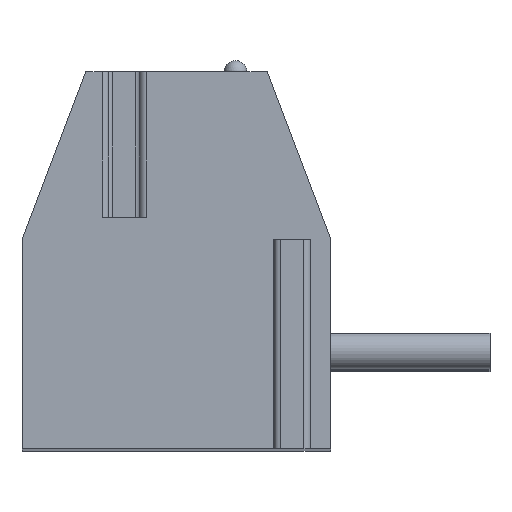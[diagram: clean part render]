
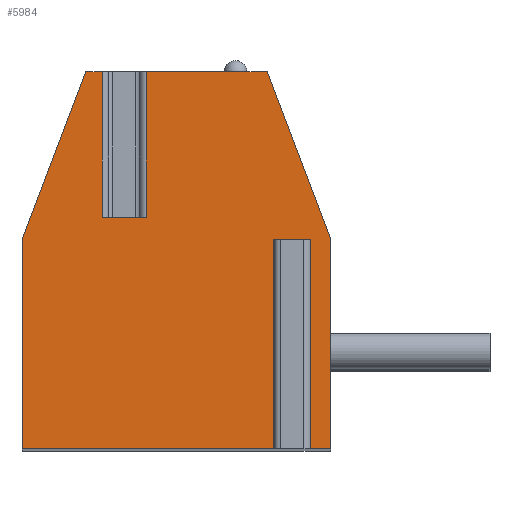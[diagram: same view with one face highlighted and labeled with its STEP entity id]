
A CAD part, top view. The second image highlights one B-rep face of the part: STEP entity #5984.
In plain terms, the highlighted planar face has unit normal (0, 0, 1).
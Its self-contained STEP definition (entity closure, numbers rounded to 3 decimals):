
#13=DIRECTION('',(0.,1.,0.));
#14=VECTOR('',#13,3.2);
#15=CARTESIAN_POINT('',(-1.636,1.,28.575));
#16=LINE('',#15,#14);
#17=DIRECTION('',(1.,0.,0.));
#18=VECTOR('',#17,0.972);
#19=CARTESIAN_POINT('',(-1.636,1.,28.575));
#20=LINE('',#19,#18);
#21=DIRECTION('',(0.,1.,0.));
#22=VECTOR('',#21,3.2);
#23=CARTESIAN_POINT('',(-0.664,1.,28.575));
#24=LINE('',#23,#22);
#25=DIRECTION('',(-1.,0.,0.));
#26=VECTOR('',#25,2.659);
#27=CARTESIAN_POINT('',(1.995,4.2,28.575));
#28=LINE('',#27,#26);
#29=DIRECTION('',(-0.355,0.935,0.));
#30=VECTOR('',#29,3.958);
#31=CARTESIAN_POINT('',(3.4,0.5,28.575));
#32=LINE('',#31,#30);
#33=DIRECTION('',(0.,1.,0.));
#34=VECTOR('',#33,4.6);
#35=CARTESIAN_POINT('',(3.4,-4.1,28.575));
#36=LINE('',#35,#34);
#37=DIRECTION('',(1.,0.,0.));
#38=VECTOR('',#37,0.625);
#39=CARTESIAN_POINT('',(2.775,-4.1,28.575));
#40=LINE('',#39,#38);
#41=DIRECTION('',(0.,1.,0.));
#42=VECTOR('',#41,4.6);
#43=CARTESIAN_POINT('',(2.775,-4.1,28.575));
#44=LINE('',#43,#42);
#45=DIRECTION('',(-1.,0.,0.));
#46=VECTOR('',#45,0.45);
#47=CARTESIAN_POINT('',(2.775,0.5,28.575));
#48=LINE('',#47,#46);
#49=DIRECTION('',(0.,1.,0.));
#50=VECTOR('',#49,4.6);
#51=CARTESIAN_POINT('',(2.325,-4.1,28.575));
#52=LINE('',#51,#50);
#53=DIRECTION('',(1.,0.,0.));
#54=VECTOR('',#53,5.725);
#55=CARTESIAN_POINT('',(-3.4,-4.1,28.575));
#56=LINE('',#55,#54);
#57=DIRECTION('',(0.,-1.,0.));
#58=VECTOR('',#57,4.6);
#59=CARTESIAN_POINT('',(-3.4,0.5,28.575));
#60=LINE('',#59,#58);
#61=DIRECTION('',(-0.355,-0.935,0.));
#62=VECTOR('',#61,3.958);
#63=CARTESIAN_POINT('',(-1.995,4.2,28.575));
#64=LINE('',#63,#62);
#65=DIRECTION('',(-1.,0.,0.));
#66=VECTOR('',#65,0.359);
#67=CARTESIAN_POINT('',(-1.636,4.2,28.575));
#68=LINE('',#67,#66);
#4705=CARTESIAN_POINT('',(-1.995,4.2,28.575));
#4706=CARTESIAN_POINT('',(-3.4,0.5,28.575));
#4707=VERTEX_POINT('',#4705);
#4708=VERTEX_POINT('',#4706);
#4709=CARTESIAN_POINT('',(-3.4,-4.1,28.575));
#4710=VERTEX_POINT('',#4709);
#4711=CARTESIAN_POINT('',(3.4,-4.1,28.575));
#4712=CARTESIAN_POINT('',(3.4,0.5,28.575));
#4713=VERTEX_POINT('',#4711);
#4714=VERTEX_POINT('',#4712);
#4715=CARTESIAN_POINT('',(1.995,4.2,28.575));
#4716=VERTEX_POINT('',#4715);
#4753=CARTESIAN_POINT('',(2.775,0.5,28.575));
#4754=CARTESIAN_POINT('',(2.325,0.5,28.575));
#4755=VERTEX_POINT('',#4753);
#4756=VERTEX_POINT('',#4754);
#4757=CARTESIAN_POINT('',(2.325,-4.1,28.575));
#4758=VERTEX_POINT('',#4757);
#4759=CARTESIAN_POINT('',(2.775,-4.1,28.575));
#4760=VERTEX_POINT('',#4759);
#4821=CARTESIAN_POINT('',(-1.636,1.,28.575));
#4822=CARTESIAN_POINT('',(-1.636,4.2,28.575));
#4823=VERTEX_POINT('',#4821);
#4824=VERTEX_POINT('',#4822);
#4825=CARTESIAN_POINT('',(-0.664,1.,28.575));
#4826=CARTESIAN_POINT('',(-0.664,4.2,28.575));
#4827=VERTEX_POINT('',#4825);
#4828=VERTEX_POINT('',#4826);
#5949=CARTESIAN_POINT('',(0.,0.,28.575));
#5950=DIRECTION('',(0.,0.,1.));
#5951=DIRECTION('',(1.,0.,0.));
#5952=AXIS2_PLACEMENT_3D('',#5949,#5950,#5951);
#5953=PLANE('',#5952);
#5955=ORIENTED_EDGE('',*,*,#5954,.F.);
#5957=ORIENTED_EDGE('',*,*,#5956,.T.);
#5959=ORIENTED_EDGE('',*,*,#5958,.T.);
#5961=ORIENTED_EDGE('',*,*,#5960,.F.);
#5963=ORIENTED_EDGE('',*,*,#5962,.F.);
#5965=ORIENTED_EDGE('',*,*,#5964,.F.);
#5967=ORIENTED_EDGE('',*,*,#5966,.F.);
#5969=ORIENTED_EDGE('',*,*,#5968,.T.);
#5971=ORIENTED_EDGE('',*,*,#5970,.T.);
#5973=ORIENTED_EDGE('',*,*,#5972,.F.);
#5975=ORIENTED_EDGE('',*,*,#5974,.F.);
#5977=ORIENTED_EDGE('',*,*,#5976,.F.);
#5979=ORIENTED_EDGE('',*,*,#5978,.F.);
#5981=ORIENTED_EDGE('',*,*,#5980,.F.);
#5982=EDGE_LOOP('',(#5955,#5957,#5959,#5961,#5963,#5965,#5967,#5969,#5971,#5973,
#5975,#5977,#5979,#5981));
#5983=FACE_OUTER_BOUND('',#5982,.F.);
#5954=EDGE_CURVE('',#4823,#4824,#16,.T.);
#5956=EDGE_CURVE('',#4823,#4827,#20,.T.);
#5958=EDGE_CURVE('',#4827,#4828,#24,.T.);
#5960=EDGE_CURVE('',#4716,#4828,#28,.T.);
#5962=EDGE_CURVE('',#4714,#4716,#32,.T.);
#5964=EDGE_CURVE('',#4713,#4714,#36,.T.);
#5966=EDGE_CURVE('',#4760,#4713,#40,.T.);
#5968=EDGE_CURVE('',#4760,#4755,#44,.T.);
#5970=EDGE_CURVE('',#4755,#4756,#48,.T.);
#5972=EDGE_CURVE('',#4758,#4756,#52,.T.);
#5974=EDGE_CURVE('',#4710,#4758,#56,.T.);
#5976=EDGE_CURVE('',#4708,#4710,#60,.T.);
#5978=EDGE_CURVE('',#4707,#4708,#64,.T.);
#5980=EDGE_CURVE('',#4824,#4707,#68,.T.);
#5984=ADVANCED_FACE('',(#5983),#5953,.T.);
